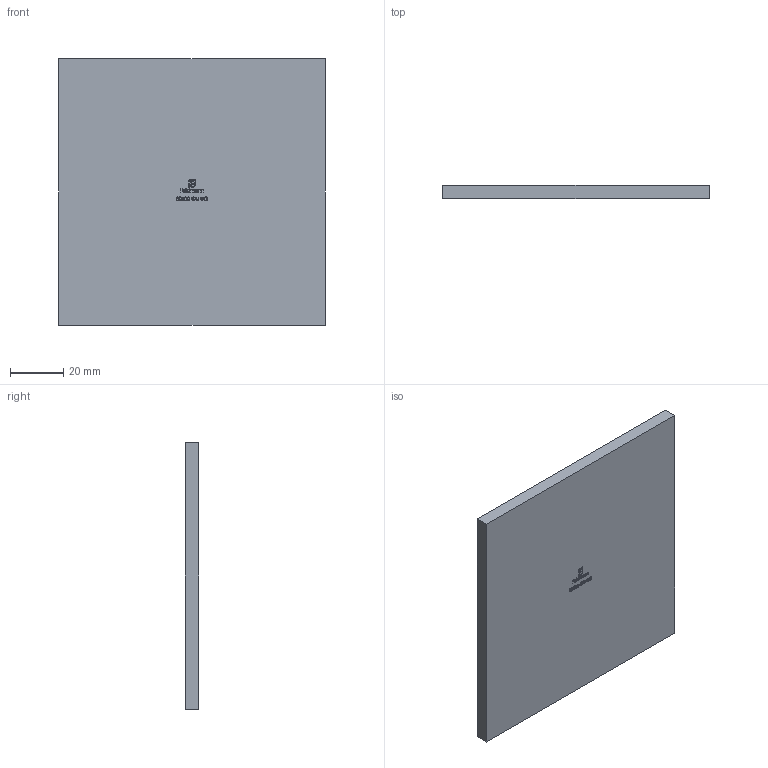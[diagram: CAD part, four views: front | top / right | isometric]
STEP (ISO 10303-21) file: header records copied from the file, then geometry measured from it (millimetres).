
FILE_DESCRIPTION (( 'STEP AP203' ), '1' );
FILE_NAME ('80500-GU-UG.step', '2022-07-11T06:34:59', ( '' ), ( '' ), 'SwSTEP 2.0', 'SolidWorks 2018', '' );
FILE_SCHEMA (( 'CONFIG_CONTROL_DESIGN' ));
Length unit declared in the file: millimetre
Products named in the file (1): 80500-GU-UG
Bounding box: 100 x 5 x 100 mm (x, y, z)
Volume: 49999 mm3; surface area: 22013.9 mm2
Topology: 1 solids, 1 shells, 296 faces, 798 edges, 532 vertices
Faces by surface type: bspline 152, plane 144
Entity records: 17447 total; most frequent: CARTESIAN_POINT 10979, ORIENTED_EDGE 1596, EDGE_CURVE 798, DIRECTION 784, VERTEX_POINT 532, VECTOR 494, LINE 494, EDGE_LOOP 324
